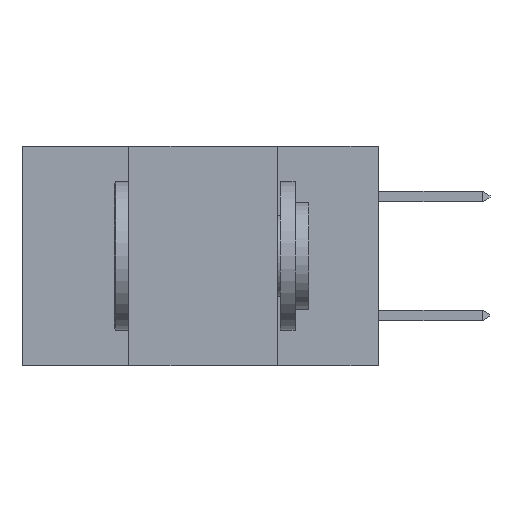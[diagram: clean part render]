
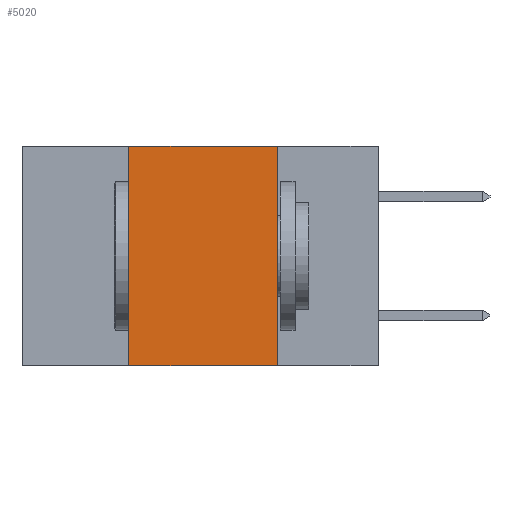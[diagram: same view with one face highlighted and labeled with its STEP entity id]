
A CAD part, left-side view. The second image highlights one B-rep face of the part: STEP entity #5020.
In plain terms, the highlighted planar face has unit normal (-1, 0, 0).
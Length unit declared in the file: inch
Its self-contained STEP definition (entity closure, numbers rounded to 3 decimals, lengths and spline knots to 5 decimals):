
#744 = VERTEX_POINT ( 'NONE', #2687 ) ;
#750 = EDGE_LOOP ( 'NONE', ( #7262, #5439, #2722, #5619 ) ) ;
#787 = EDGE_CURVE ( 'NONE', #744, #6235, #8876, .T. ) ;
#1280 = CARTESIAN_POINT ( 'NONE',  ( 0., 0.42, 0. ) ) ;
#1505 = LINE ( 'NONE', #7268, #7578 ) ;
#2081 = DIRECTION ( 'NONE',  ( 0., -1., 0. ) ) ;
#2110 = DIRECTION ( 'NONE',  ( 0., 0., -1. ) ) ;
#2165 = CARTESIAN_POINT ( 'NONE',  ( 0., 0.17, 0. ) ) ;
#2540 = CARTESIAN_POINT ( 'NONE',  ( 0., 0.6, -0.37 ) ) ;
#2687 = CARTESIAN_POINT ( 'NONE',  ( 0., 0.17, 0. ) ) ;
#2722 = ORIENTED_EDGE ( 'NONE', *, *, #8248, .F. ) ;
#3300 = DIRECTION ( 'NONE',  ( 1., 0., 0. ) ) ;
#3340 = VECTOR ( 'NONE', #10066, 39.37008 ) ;
#3442 = VERTEX_POINT ( 'NONE', #5901 ) ;
#4104 = CARTESIAN_POINT ( 'NONE',  ( 0., 0.6, 0. ) ) ;
#4312 = LINE ( 'NONE', #1280, #10680 ) ;
#5020 = ADVANCED_FACE ( 'NONE', ( #9309 ), #8216, .F. ) ;
#5291 = AXIS2_PLACEMENT_3D ( 'NONE', #4104, #3300, #8125 ) ;
#5439 = ORIENTED_EDGE ( 'NONE', *, *, #5723, .F. ) ;
#5619 = ORIENTED_EDGE ( 'NONE', *, *, #10692, .T. ) ;
#5723 = EDGE_CURVE ( 'NONE', #3442, #744, #1505, .T. ) ;
#5901 = CARTESIAN_POINT ( 'NONE',  ( 0., 0.42, 0. ) ) ;
#6235 = VERTEX_POINT ( 'NONE', #8842 ) ;
#6303 = DIRECTION ( 'NONE',  ( 0., 0., 1. ) ) ;
#6325 = VERTEX_POINT ( 'NONE', #8714 ) ;
#7262 = ORIENTED_EDGE ( 'NONE', *, *, #787, .F. ) ;
#7268 = CARTESIAN_POINT ( 'NONE',  ( 0., 0.6, 0. ) ) ;
#7578 = VECTOR ( 'NONE', #2081, 39.37008 ) ;
#7754 = LINE ( 'NONE', #2540, #3340 ) ;
#8125 = DIRECTION ( 'NONE',  ( 0., 0., -1. ) ) ;
#8216 = PLANE ( 'NONE',  #5291 ) ;
#8248 = EDGE_CURVE ( 'NONE', #6325, #3442, #4312, .T. ) ;
#8612 = VECTOR ( 'NONE', #2110, 39.37008 ) ;
#8714 = CARTESIAN_POINT ( 'NONE',  ( 0., 0.42, -0.37 ) ) ;
#8842 = CARTESIAN_POINT ( 'NONE',  ( 0., 0.17, -0.37 ) ) ;
#8876 = LINE ( 'NONE', #2165, #8612 ) ;
#9309 = FACE_OUTER_BOUND ( 'NONE', #750, .T. ) ;
#10066 = DIRECTION ( 'NONE',  ( 0., -1., 0. ) ) ;
#10680 = VECTOR ( 'NONE', #6303, 39.37008 ) ;
#10692 = EDGE_CURVE ( 'NONE', #6325, #6235, #7754, .T. ) ;
